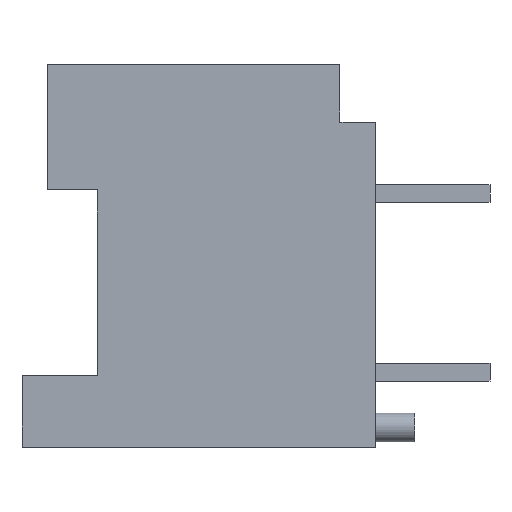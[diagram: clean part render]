
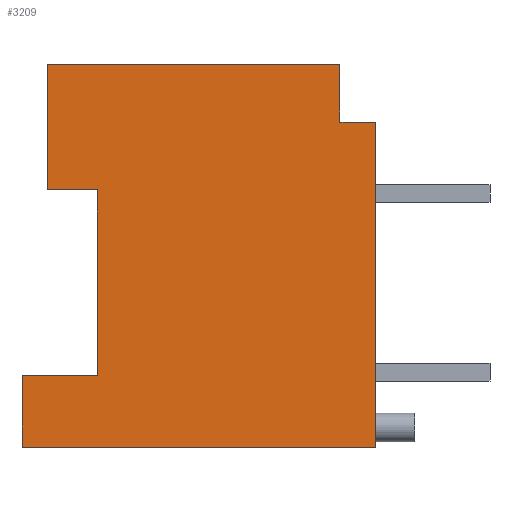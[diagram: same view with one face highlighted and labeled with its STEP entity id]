
A CAD part, left-side view. The second image highlights one B-rep face of the part: STEP entity #3209.
In plain terms, the highlighted planar face has unit normal (-1, 0, 0).
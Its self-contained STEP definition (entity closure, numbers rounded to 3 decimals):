
#104 = DIRECTION ( 'NONE',  ( 0., -1., 0. ) ) ;
#105 = DIRECTION ( 'NONE',  ( -1., 0., 0. ) ) ;
#106 = CARTESIAN_POINT ( 'NONE',  ( -5., 9.9, -4.55 ) ) ;
#107 = AXIS2_PLACEMENT_3D ( 'NONE', #106, #105, #104 ) ;
#108 = PLANE ( 'NONE',  #107 ) ;
#123 = FACE_OUTER_BOUND ( 'NONE', #3210, .T. ) ;
#124 = DIRECTION ( 'NONE',  ( 0., 0., 1. ) ) ;
#125 = VECTOR ( 'NONE', #124, 1000. ) ;
#126 = CARTESIAN_POINT ( 'NONE',  ( -5., 1., 6.15 ) ) ;
#128 = LINE ( 'NONE', #126, #125 ) ;
#406 = CARTESIAN_POINT ( 'NONE',  ( -5., 1., 6.15 ) ) ;
#407 = DIRECTION ( 'NONE',  ( 0., -1., 0. ) ) ;
#408 = VECTOR ( 'NONE', #407, 1000. ) ;
#409 = CARTESIAN_POINT ( 'NONE',  ( -5., 9.9, 6.15 ) ) ;
#410 = LINE ( 'NONE', #409, #408 ) ;
#411 = CARTESIAN_POINT ( 'NONE',  ( -5., 9.2, 6.15 ) ) ;
#2682 = VERTEX_POINT ( 'NONE', #4224 ) ;
#2702 = EDGE_CURVE ( 'NONE', #2889, #2717, #4194, .T. ) ;
#2717 = VERTEX_POINT ( 'NONE', #4168 ) ;
#2733 = EDGE_CURVE ( 'NONE', #3033, #2734, #4128, .T. ) ;
#2734 = VERTEX_POINT ( 'NONE', #4124 ) ;
#2877 = EDGE_CURVE ( 'NONE', #2682, #2889, #4361, .T. ) ;
#2889 = VERTEX_POINT ( 'NONE', #4340 ) ;
#2953 = EDGE_CURVE ( 'NONE', #3223, #2954, #4656, .T. ) ;
#2954 = VERTEX_POINT ( 'NONE', #4652 ) ;
#2955 = ORIENTED_EDGE ( 'NONE', *, *, #2956, .T. ) ;
#2956 = EDGE_CURVE ( 'NONE', #2954, #2957, #4651, .T. ) ;
#2957 = VERTEX_POINT ( 'NONE', #4647 ) ;
#2958 = ORIENTED_EDGE ( 'NONE', *, *, #2959, .T. ) ;
#2959 = EDGE_CURVE ( 'NONE', #2957, #2960, #4646, .T. ) ;
#2960 = VERTEX_POINT ( 'NONE', #4642 ) ;
#2961 = ORIENTED_EDGE ( 'NONE', *, *, #2962, .T. ) ;
#2962 = EDGE_CURVE ( 'NONE', #2960, #2734, #4641, .T. ) ;
#2963 = ORIENTED_EDGE ( 'NONE', *, *, #2733, .F. ) ;
#2964 = ORIENTED_EDGE ( 'NONE', *, *, #2965, .T. ) ;
#2965 = EDGE_CURVE ( 'NONE', #3033, #2682, #4636, .T. ) ;
#2966 = ORIENTED_EDGE ( 'NONE', *, *, #2877, .T. ) ;
#2967 = ORIENTED_EDGE ( 'NONE', *, *, #2702, .T. ) ;
#3033 = VERTEX_POINT ( 'NONE', #5023 ) ;
#3208 = EDGE_CURVE ( 'NONE', #2717, #3226, #128, .T. ) ;
#3209 = ADVANCED_FACE ( 'NONE', ( #123 ), #108, .T. ) ;
#3210 = EDGE_LOOP ( 'NONE', ( #3211, #3212, #3241, #2955, #2958, #2961, #2963, #2964, #2966, #2967 ) ) ;
#3211 = ORIENTED_EDGE ( 'NONE', *, *, #3208, .T. ) ;
#3212 = ORIENTED_EDGE ( 'NONE', *, *, #3225, .F. ) ;
#3223 = VERTEX_POINT ( 'NONE', #411 ) ;
#3225 = EDGE_CURVE ( 'NONE', #3223, #3226, #410, .T. ) ;
#3226 = VERTEX_POINT ( 'NONE', #406 ) ;
#3241 = ORIENTED_EDGE ( 'NONE', *, *, #2953, .T. ) ;
#4124 = CARTESIAN_POINT ( 'NONE',  ( -5., 9.9, -2.55 ) ) ;
#4125 = DIRECTION ( 'NONE',  ( 0., 0., 1. ) ) ;
#4126 = VECTOR ( 'NONE', #4125, 1000. ) ;
#4127 = CARTESIAN_POINT ( 'NONE',  ( -5., 9.9, -4.55 ) ) ;
#4128 = LINE ( 'NONE', #4127, #4126 ) ;
#4168 = CARTESIAN_POINT ( 'NONE',  ( -5., 1., 4.55 ) ) ;
#4191 = DIRECTION ( 'NONE',  ( 0., 1., 0. ) ) ;
#4192 = VECTOR ( 'NONE', #4191, 1000. ) ;
#4193 = CARTESIAN_POINT ( 'NONE',  ( -5., 1., 4.55 ) ) ;
#4194 = LINE ( 'NONE', #4193, #4192 ) ;
#4224 = CARTESIAN_POINT ( 'NONE',  ( -5., 0., -4.55 ) ) ;
#4340 = CARTESIAN_POINT ( 'NONE',  ( -5., 0., 4.55 ) ) ;
#4358 = DIRECTION ( 'NONE',  ( 0., 0., 1. ) ) ;
#4359 = VECTOR ( 'NONE', #4358, 1000. ) ;
#4360 = CARTESIAN_POINT ( 'NONE',  ( -5., 0., -4.55 ) ) ;
#4361 = LINE ( 'NONE', #4360, #4359 ) ;
#4633 = DIRECTION ( 'NONE',  ( 0., -1., 0. ) ) ;
#4634 = VECTOR ( 'NONE', #4633, 1000. ) ;
#4635 = CARTESIAN_POINT ( 'NONE',  ( -5., 9.9, -4.55 ) ) ;
#4636 = LINE ( 'NONE', #4635, #4634 ) ;
#4638 = DIRECTION ( 'NONE',  ( 0., 1., 0. ) ) ;
#4639 = VECTOR ( 'NONE', #4638, 1000. ) ;
#4640 = CARTESIAN_POINT ( 'NONE',  ( -5., 7.8, -2.55 ) ) ;
#4641 = LINE ( 'NONE', #4640, #4639 ) ;
#4642 = CARTESIAN_POINT ( 'NONE',  ( -5., 7.8, -2.55 ) ) ;
#4643 = DIRECTION ( 'NONE',  ( 0., 0., -1. ) ) ;
#4644 = VECTOR ( 'NONE', #4643, 1000. ) ;
#4645 = CARTESIAN_POINT ( 'NONE',  ( -5., 7.8, 2.65 ) ) ;
#4646 = LINE ( 'NONE', #4645, #4644 ) ;
#4647 = CARTESIAN_POINT ( 'NONE',  ( -5., 7.8, 2.65 ) ) ;
#4648 = DIRECTION ( 'NONE',  ( 0., -1., 0. ) ) ;
#4649 = VECTOR ( 'NONE', #4648, 1000. ) ;
#4650 = CARTESIAN_POINT ( 'NONE',  ( -5., 9.2, 2.65 ) ) ;
#4651 = LINE ( 'NONE', #4650, #4649 ) ;
#4652 = CARTESIAN_POINT ( 'NONE',  ( -5., 9.2, 2.65 ) ) ;
#4653 = DIRECTION ( 'NONE',  ( 0., 0., -1. ) ) ;
#4654 = VECTOR ( 'NONE', #4653, 1000. ) ;
#4655 = CARTESIAN_POINT ( 'NONE',  ( -5., 9.2, 6.15 ) ) ;
#4656 = LINE ( 'NONE', #4655, #4654 ) ;
#5023 = CARTESIAN_POINT ( 'NONE',  ( -5., 9.9, -4.55 ) ) ;
